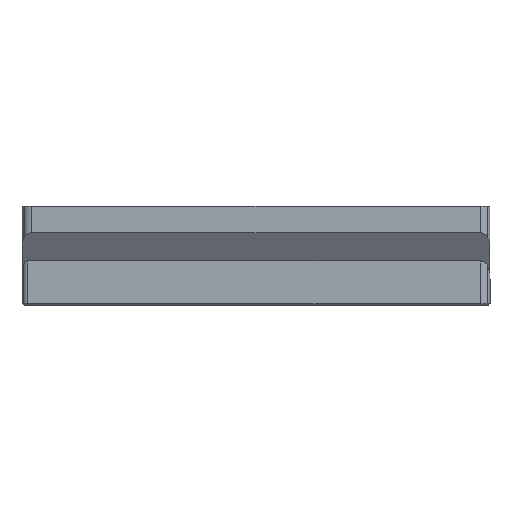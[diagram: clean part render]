
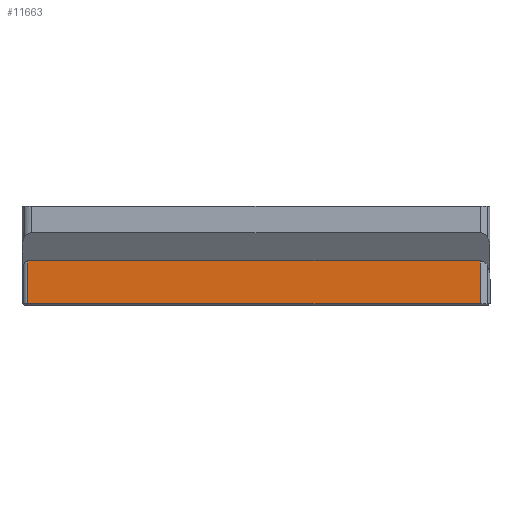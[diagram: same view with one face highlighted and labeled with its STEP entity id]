
A CAD part, front view. The second image highlights one B-rep face of the part: STEP entity #11663.
In plain terms, the highlighted planar face has unit normal (0, -1, 0).
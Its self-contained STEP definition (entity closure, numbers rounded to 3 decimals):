
#110 = EDGE_CURVE ( 'NONE', #2401, #671, #2748, .T. ) ;
#145 = DIRECTION ( 'NONE',  ( 1., 0., 0. ) ) ;
#671 = VERTEX_POINT ( 'NONE', #4814 ) ;
#868 = ORIENTED_EDGE ( 'NONE', *, *, #10551, .T. ) ;
#1506 = CARTESIAN_POINT ( 'NONE',  ( 1.19, 4., 20. ) ) ;
#2244 = CARTESIAN_POINT ( 'NONE',  ( 123.25, 4., 0.4 ) ) ;
#2401 = VERTEX_POINT ( 'NONE', #5109 ) ;
#2748 = LINE ( 'NONE', #1506, #8045 ) ;
#2784 = PLANE ( 'NONE',  #8101 ) ;
#4071 = VECTOR ( 'NONE', #9626, 1000. ) ;
#4533 = DIRECTION ( 'NONE',  ( 0., 0., -1. ) ) ;
#4814 = CARTESIAN_POINT ( 'NONE',  ( 1.19, 4., 0.4 ) ) ;
#4902 = FACE_OUTER_BOUND ( 'NONE', #8356, .T. ) ;
#4977 = VERTEX_POINT ( 'NONE', #8773 ) ;
#5109 = CARTESIAN_POINT ( 'NONE',  ( 1.19, 4., 9. ) ) ;
#5120 = VECTOR ( 'NONE', #145, 1000. ) ;
#5252 = CARTESIAN_POINT ( 'NONE',  ( 92., 4., 0.4 ) ) ;
#6558 = CARTESIAN_POINT ( 'NONE',  ( 92., 4., 14.5 ) ) ;
#6840 = CARTESIAN_POINT ( 'NONE',  ( 143.5, 4., 9. ) ) ;
#8045 = VECTOR ( 'NONE', #4533, 1000. ) ;
#8101 = AXIS2_PLACEMENT_3D ( 'NONE', #6840, #10878, #11004 ) ;
#8250 = EDGE_CURVE ( 'NONE', #4977, #10307, #8688, .T. ) ;
#8356 = EDGE_LOOP ( 'NONE', ( #11357, #12614, #868, #8427 ) ) ;
#8427 = ORIENTED_EDGE ( 'NONE', *, *, #8250, .F. ) ;
#8688 = LINE ( 'NONE', #6558, #9477 ) ;
#8773 = CARTESIAN_POINT ( 'NONE',  ( 92., 4., 9. ) ) ;
#9477 = VECTOR ( 'NONE', #12743, 1000. ) ;
#9626 = DIRECTION ( 'NONE',  ( 1., 0., 0. ) ) ;
#9759 = LINE ( 'NONE', #11488, #4071 ) ;
#10307 = VERTEX_POINT ( 'NONE', #5252 ) ;
#10551 = EDGE_CURVE ( 'NONE', #671, #10307, #12150, .T. ) ;
#10878 = DIRECTION ( 'NONE',  ( 0., -1., 0. ) ) ;
#11004 = DIRECTION ( 'NONE',  ( 1., 0., 0. ) ) ;
#11357 = ORIENTED_EDGE ( 'NONE', *, *, #11504, .F. ) ;
#11488 = CARTESIAN_POINT ( 'NONE',  ( -6.5, 4., 9. ) ) ;
#11504 = EDGE_CURVE ( 'NONE', #2401, #4977, #9759, .T. ) ;
#11663 = ADVANCED_FACE ( 'NONE', ( #4902 ), #2784, .T. ) ;
#12150 = LINE ( 'NONE', #2244, #5120 ) ;
#12614 = ORIENTED_EDGE ( 'NONE', *, *, #110, .T. ) ;
#12743 = DIRECTION ( 'NONE',  ( 0., 0., -1. ) ) ;
